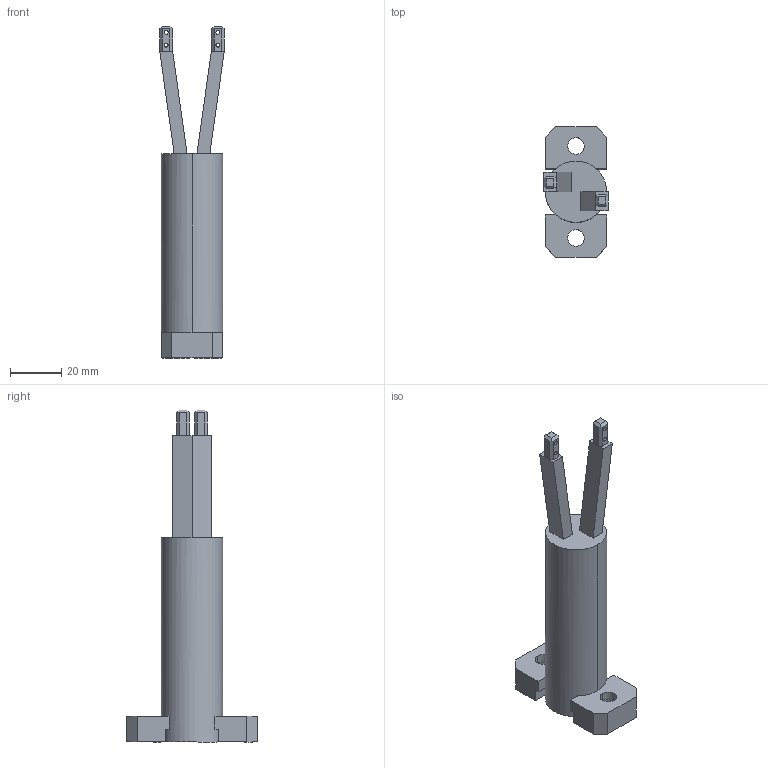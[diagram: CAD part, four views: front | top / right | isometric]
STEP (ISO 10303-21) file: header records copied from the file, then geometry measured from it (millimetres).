
FILE_DESCRIPTION(('CATIA V5 STEP Exchange'),'2;1');
FILE_NAME('STR01_3D-02.stp','2025-09-15T03:01:58+00:00',('none'),('none'),'CATIA Version 5 Release 20 GA (IN-10)','CATIA V5 STEP AP214','none');
FILE_SCHEMA(('AUTOMOTIVE_DESIGN { 1 0 10303 214 1 1 1 1 }'));
Length unit declared in the file: millimetre
Products named in the file (1): STR01_02
Bounding box: 25.24 x 51 x 130 mm (x, y, z)
Volume: 38712.9 mm3; surface area: 15186.6 mm2
Topology: 3 solids, 3 shells, 100 faces, 256 edges, 167 vertices
Faces by surface type: plane 74, cylinder 22, cone 4
Entity records: 3364 total; most frequent: CARTESIAN_POINT 930, ORIENTED_EDGE 508, DIRECTION 433, EDGE_CURVE 254, VECTOR 200, LINE 200, VERTEX_POINT 167, AXIS2_PLACEMENT_3D 134
